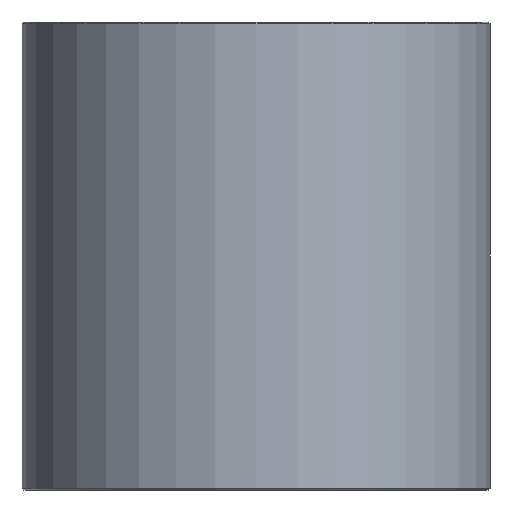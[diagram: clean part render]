
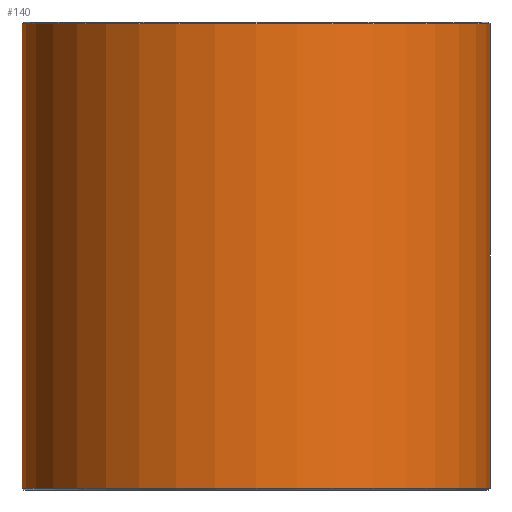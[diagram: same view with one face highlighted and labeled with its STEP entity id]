
A CAD part, front view. The second image highlights one B-rep face of the part: STEP entity #140.
In plain terms, the highlighted cylindrical face has radius 25 mm (diameter 50 mm), a partial arc.
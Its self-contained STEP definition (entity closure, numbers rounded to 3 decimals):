
#65 = EDGE_CURVE ( 'NONE', #114, #108, #178, .T. ) ;
#70 = ORIENTED_EDGE ( 'NONE', *, *, #65, .T. ) ;
#71 = ORIENTED_EDGE ( 'NONE', *, *, #139, .F. ) ;
#108 = VERTEX_POINT ( 'NONE', #339 ) ;
#110 = EDGE_CURVE ( 'NONE', #135, #111, #415, .T. ) ;
#111 = VERTEX_POINT ( 'NONE', #329 ) ;
#114 = VERTEX_POINT ( 'NONE', #316 ) ;
#135 = VERTEX_POINT ( 'NONE', #330 ) ;
#139 = EDGE_CURVE ( 'NONE', #111, #108, #375, .T. ) ;
#140 = ADVANCED_FACE ( 'NONE', ( #376 ), #370, .T. ) ;
#141 = EDGE_LOOP ( 'NONE', ( #142, #143, #70, #71 ) ) ;
#142 = ORIENTED_EDGE ( 'NONE', *, *, #110, .F. ) ;
#143 = ORIENTED_EDGE ( 'NONE', *, *, #144, .T. ) ;
#144 = EDGE_CURVE ( 'NONE', #135, #114, #404, .T. ) ;
#175 = DIRECTION ( 'NONE',  ( 0., 0., 1. ) ) ;
#176 = VECTOR ( 'NONE', #175, 1000. ) ;
#177 = CARTESIAN_POINT ( 'NONE',  ( 25., 0., 2.961 ) ) ;
#178 = LINE ( 'NONE', #177, #176 ) ;
#316 = CARTESIAN_POINT ( 'NONE',  ( 25., 0., -49.8 ) ) ;
#329 = CARTESIAN_POINT ( 'NONE',  ( -25., 0., -0.2 ) ) ;
#330 = CARTESIAN_POINT ( 'NONE',  ( -25., 0., -49.8 ) ) ;
#339 = CARTESIAN_POINT ( 'NONE',  ( 25., 0., -0.2 ) ) ;
#353 = DIRECTION ( 'NONE',  ( 0., 0., 1. ) ) ;
#354 = VECTOR ( 'NONE', #353, 1000. ) ;
#355 = CARTESIAN_POINT ( 'NONE',  ( -25., 0., 2.961 ) ) ;
#370 = CYLINDRICAL_SURFACE ( 'NONE', #403, 25. ) ;
#371 = DIRECTION ( 'NONE',  ( 1., 0., 0. ) ) ;
#372 = DIRECTION ( 'NONE',  ( 0., 0., 1. ) ) ;
#373 = CARTESIAN_POINT ( 'NONE',  ( 0., 0., -0.2 ) ) ;
#374 = AXIS2_PLACEMENT_3D ( 'NONE', #373, #372, #371 ) ;
#375 = CIRCLE ( 'NONE', #374, 25. ) ;
#376 = FACE_OUTER_BOUND ( 'NONE', #141, .T. ) ;
#396 = DIRECTION ( 'NONE',  ( 1., 0., 0. ) ) ;
#397 = DIRECTION ( 'NONE',  ( 0., 0., 1. ) ) ;
#398 = CARTESIAN_POINT ( 'NONE',  ( 0., 0., -49.8 ) ) ;
#399 = AXIS2_PLACEMENT_3D ( 'NONE', #398, #397, #396 ) ;
#400 = DIRECTION ( 'NONE',  ( 1., 0., 0. ) ) ;
#401 = DIRECTION ( 'NONE',  ( 0., 0., 1. ) ) ;
#402 = CARTESIAN_POINT ( 'NONE',  ( 0., 0., 2.961 ) ) ;
#403 = AXIS2_PLACEMENT_3D ( 'NONE', #402, #401, #400 ) ;
#404 = CIRCLE ( 'NONE', #399, 25. ) ;
#415 = LINE ( 'NONE', #355, #354 ) ;
